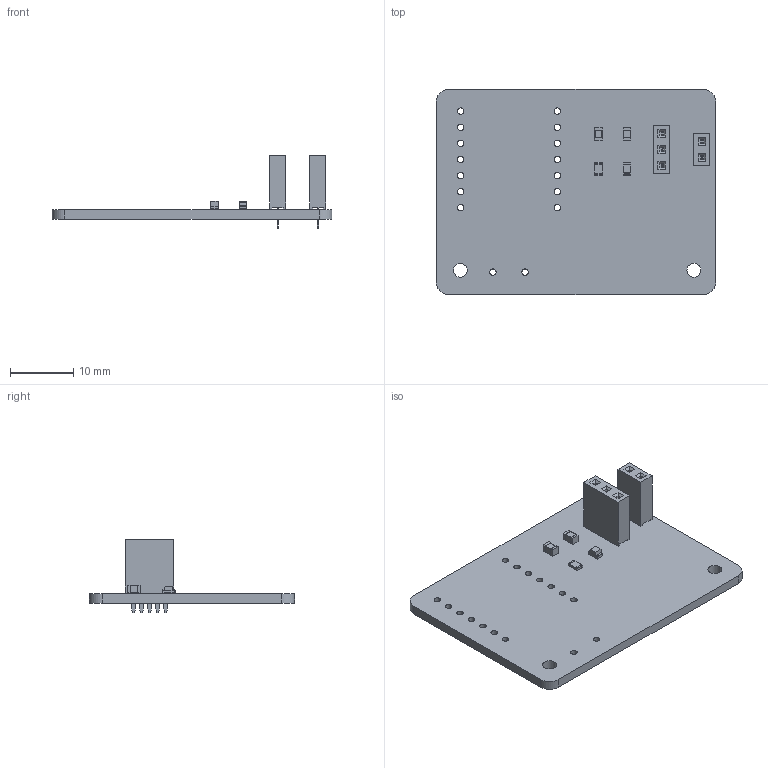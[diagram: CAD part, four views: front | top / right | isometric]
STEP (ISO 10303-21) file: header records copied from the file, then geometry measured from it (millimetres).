
FILE_DESCRIPTION(('KiCad electronic assembly'),'2;1');
FILE_NAME('schematics.step','2026-02-11T18:17:58',('Pcbnew'),('Kicad'), 'Open CASCADE STEP processor 7.9','KiCad to STEP converter','Unknown' );
FILE_SCHEMA(('AUTOMOTIVE_DESIGN { 1 0 10303 214 1 1 1 1 }'));
Length unit declared in the file: millimetre
Products named in the file (7): schematics 1; C_0805_2012Metric; PinSocket_1x02_P2.54mm_Vertical; PinSocket_1x03_P2.54mm_Vertical; LED_0805_2012Metric; R_0805_2012Metric; schematics_PCB
Assembly tree (7 placements, depth 2):
  schematics 1
    C_0805_2012Metric  x2
    PinSocket_1x02_P2.54mm_Vertical
    PinSocket_1x03_P2.54mm_Vertical
    LED_0805_2012Metric
    R_0805_2012Metric
    schematics_PCB
Bounding box: 44.09 x 32.34 x 11.6 mm (x, y, z)
Volume: 2378.1 mm3; surface area: 3681.2 mm2
Topology: 7 solids, 7 shells, 315 faces, 826 edges, 540 vertices
Faces by surface type: plane 248, cylinder 67
Full cylindrical faces by diameter (mm): 1 x5, 1.016 x16, 2.2 x2
Entity records: 11390 total; most frequent: CARTESIAN_POINT 1541, ORIENTED_EDGE 1508, DIRECTION 1454, EDGE_CURVE 754, LINE 644, VECTOR 644, VERTEX_POINT 492, AXIS2_PLACEMENT_3D 405
